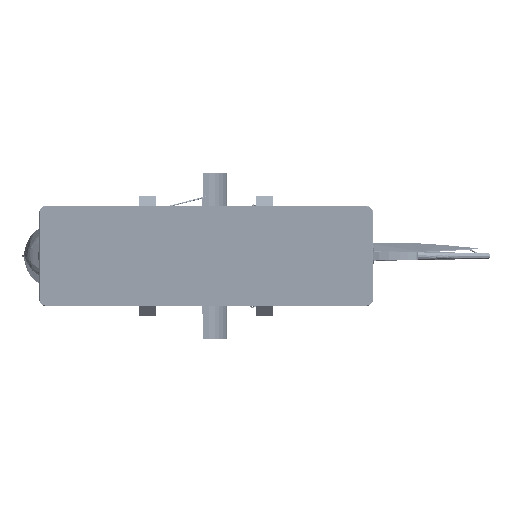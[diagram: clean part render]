
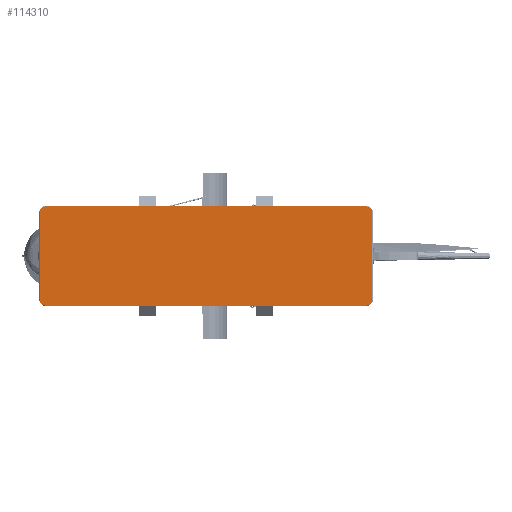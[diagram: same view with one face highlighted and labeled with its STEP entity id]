
A CAD part, front view. The second image highlights one B-rep face of the part: STEP entity #114310.
In plain terms, the highlighted free-form (B-spline) face has degree [1, 1] with [2, 2] control points.
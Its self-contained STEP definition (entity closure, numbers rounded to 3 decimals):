
#114310 = ADVANCED_FACE('',(#114311),#114373,.T.);
#114311 = FACE_BOUND('',#114312,.T.);
#114312 = EDGE_LOOP('',(#114313,#114323,#114330,#114338,#114345,#114353,
    #114360,#114368));
#114313 = ORIENTED_EDGE('',*,*,#114314,.T.);
#114314 = EDGE_CURVE('',#114315,#114317,#114319,.T.);
#114315 = VERTEX_POINT('',#114316);
#114316 = CARTESIAN_POINT('',(87.567,-33.857,
    21.938));
#114317 = VERTEX_POINT('',#114318);
#114318 = CARTESIAN_POINT('',(84.403,-33.857,
    25.102));
#114319 = ( BOUNDED_CURVE() B_SPLINE_CURVE(2,(#114320,#114321,#114322),
.UNSPECIFIED.,.F.,.F.) B_SPLINE_CURVE_WITH_KNOTS((3,3),(1.571,
3.142),.PIECEWISE_BEZIER_KNOTS.) CURVE() 
GEOMETRIC_REPRESENTATION_ITEM() RATIONAL_B_SPLINE_CURVE((1.,
0.707,1.)) REPRESENTATION_ITEM('') );
#114320 = CARTESIAN_POINT('',(87.567,-33.857,
    21.938));
#114321 = CARTESIAN_POINT('',(87.567,-33.857,
    25.102));
#114322 = CARTESIAN_POINT('',(84.403,-33.857,
    25.102));
#114323 = ORIENTED_EDGE('',*,*,#114324,.T.);
#114324 = EDGE_CURVE('',#114317,#114325,#114327,.T.);
#114325 = VERTEX_POINT('',#114326);
#114326 = CARTESIAN_POINT('',(-77.603,-33.857,
    25.102));
#114327 = B_SPLINE_CURVE_WITH_KNOTS('',1,(#114328,#114329),
  .UNSPECIFIED.,.F.,.F.,(2,2),(-192.,0.),.PIECEWISE_BEZIER_KNOTS.);
#114328 = CARTESIAN_POINT('',(84.403,-33.857,
    25.102));
#114329 = CARTESIAN_POINT('',(-77.603,-33.857,
    25.102));
#114330 = ORIENTED_EDGE('',*,*,#114331,.T.);
#114331 = EDGE_CURVE('',#114325,#114332,#114334,.T.);
#114332 = VERTEX_POINT('',#114333);
#114333 = CARTESIAN_POINT('',(-80.767,-33.857,
    21.938));
#114334 = ( BOUNDED_CURVE() B_SPLINE_CURVE(2,(#114335,#114336,#114337),
.UNSPECIFIED.,.F.,.F.) B_SPLINE_CURVE_WITH_KNOTS((3,3),(3.142,
4.712),.PIECEWISE_BEZIER_KNOTS.) CURVE() 
GEOMETRIC_REPRESENTATION_ITEM() RATIONAL_B_SPLINE_CURVE((1.,
0.707,1.)) REPRESENTATION_ITEM('') );
#114335 = CARTESIAN_POINT('',(-77.603,-33.857,
    25.102));
#114336 = CARTESIAN_POINT('',(-80.767,-33.857,
    25.102));
#114337 = CARTESIAN_POINT('',(-80.767,-33.857,
    21.938));
#114338 = ORIENTED_EDGE('',*,*,#114339,.T.);
#114339 = EDGE_CURVE('',#114332,#114340,#114342,.T.);
#114340 = VERTEX_POINT('',#114341);
#114341 = CARTESIAN_POINT('',(-80.767,-33.857,
    -21.938));
#114342 = B_SPLINE_CURVE_WITH_KNOTS('',1,(#114343,#114344),
  .UNSPECIFIED.,.F.,.F.,(2,2),(-52.,0.),.PIECEWISE_BEZIER_KNOTS.);
#114343 = CARTESIAN_POINT('',(-80.767,-33.857,
    21.938));
#114344 = CARTESIAN_POINT('',(-80.767,-33.857,
    -21.938));
#114345 = ORIENTED_EDGE('',*,*,#114346,.T.);
#114346 = EDGE_CURVE('',#114340,#114347,#114349,.T.);
#114347 = VERTEX_POINT('',#114348);
#114348 = CARTESIAN_POINT('',(-77.603,-33.857,
    -25.102));
#114349 = ( BOUNDED_CURVE() B_SPLINE_CURVE(2,(#114350,#114351,#114352),
.UNSPECIFIED.,.F.,.F.) B_SPLINE_CURVE_WITH_KNOTS((3,3),(4.712,
6.283),.PIECEWISE_BEZIER_KNOTS.) CURVE() 
GEOMETRIC_REPRESENTATION_ITEM() RATIONAL_B_SPLINE_CURVE((1.,
0.707,1.)) REPRESENTATION_ITEM('') );
#114350 = CARTESIAN_POINT('',(-80.767,-33.857,
    -21.938));
#114351 = CARTESIAN_POINT('',(-80.767,-33.857,
    -25.102));
#114352 = CARTESIAN_POINT('',(-77.603,-33.857,
    -25.102));
#114353 = ORIENTED_EDGE('',*,*,#114354,.T.);
#114354 = EDGE_CURVE('',#114347,#114355,#114357,.T.);
#114355 = VERTEX_POINT('',#114356);
#114356 = CARTESIAN_POINT('',(84.403,-33.857,
    -25.102));
#114357 = B_SPLINE_CURVE_WITH_KNOTS('',1,(#114358,#114359),
  .UNSPECIFIED.,.F.,.F.,(2,2),(-192.,0.),.PIECEWISE_BEZIER_KNOTS.);
#114358 = CARTESIAN_POINT('',(-77.603,-33.857,
    -25.102));
#114359 = CARTESIAN_POINT('',(84.403,-33.857,
    -25.102));
#114360 = ORIENTED_EDGE('',*,*,#114361,.T.);
#114361 = EDGE_CURVE('',#114355,#114362,#114364,.T.);
#114362 = VERTEX_POINT('',#114363);
#114363 = CARTESIAN_POINT('',(87.567,-33.857,
    -21.938));
#114364 = ( BOUNDED_CURVE() B_SPLINE_CURVE(2,(#114365,#114366,#114367),
.UNSPECIFIED.,.F.,.F.) B_SPLINE_CURVE_WITH_KNOTS((3,3),(0.,
1.571),.PIECEWISE_BEZIER_KNOTS.) CURVE() 
GEOMETRIC_REPRESENTATION_ITEM() RATIONAL_B_SPLINE_CURVE((1.,
0.707,1.)) REPRESENTATION_ITEM('') );
#114365 = CARTESIAN_POINT('',(84.403,-33.857,
    -25.102));
#114366 = CARTESIAN_POINT('',(87.567,-33.857,
    -25.102));
#114367 = CARTESIAN_POINT('',(87.567,-33.857,
    -21.938));
#114368 = ORIENTED_EDGE('',*,*,#114369,.T.);
#114369 = EDGE_CURVE('',#114362,#114315,#114370,.T.);
#114370 = B_SPLINE_CURVE_WITH_KNOTS('',1,(#114371,#114372),
  .UNSPECIFIED.,.F.,.F.,(2,2),(-52.,0.),.PIECEWISE_BEZIER_KNOTS.);
#114371 = CARTESIAN_POINT('',(87.567,-33.857,
    -21.938));
#114372 = CARTESIAN_POINT('',(87.567,-33.857,
    21.938));
#114373 = B_SPLINE_SURFACE_WITH_KNOTS('',1,1,(
    (#114374,#114375)
    ,(#114376,#114377
    )),.UNSPECIFIED.,.F.,.F.,.F.,(2,2),(2,2),(-29.75,29.75),(-99.75,
    99.75),.PIECEWISE_BEZIER_KNOTS.);
#114374 = CARTESIAN_POINT('',(-80.767,-33.857,
    25.102));
#114375 = CARTESIAN_POINT('',(87.567,-33.857,
    25.102));
#114376 = CARTESIAN_POINT('',(-80.767,-33.857,
    -25.102));
#114377 = CARTESIAN_POINT('',(87.567,-33.857,
    -25.102));
